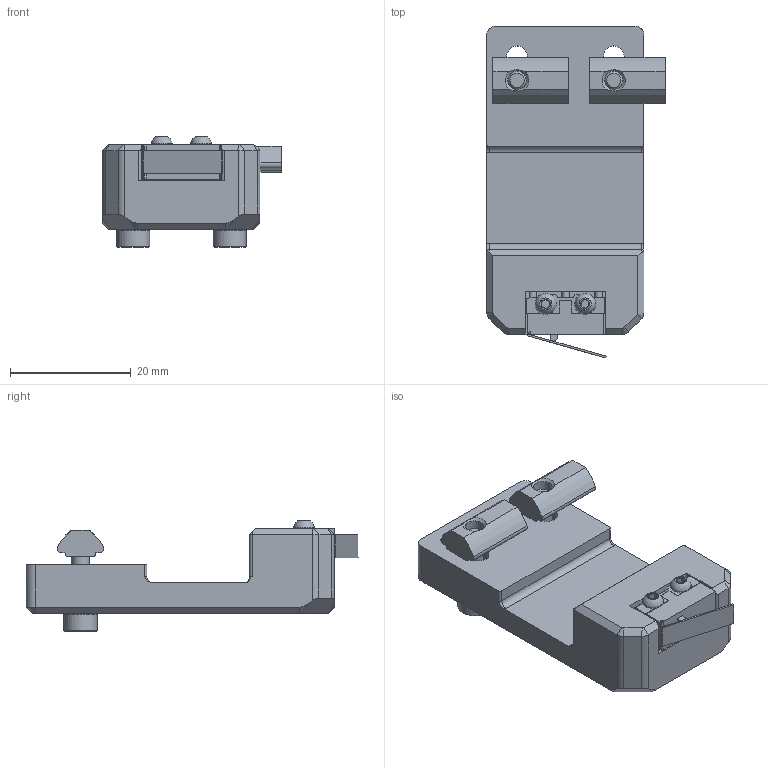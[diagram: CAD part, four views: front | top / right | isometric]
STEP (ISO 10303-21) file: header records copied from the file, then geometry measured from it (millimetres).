
FILE_DESCRIPTION(/* description */ ('','CAx-IF Rec.Pracs.---Representation and Presentation of Product Manufacturing Information (PMI)---4.0---2014-10-13'),/* implementation_level */ '2;1');
FILE_NAME(/* name */ '_2_V2_Y_endstop_NP.step',/* time_stamp */ '2025-01-28T17:11:16+01:00',/* author */ (''),/* organization */ (''),/* preprocessor_version */ 'ST-DEVELOPER v20',/* originating_system */ 'Autodesk Translation Framework v13.20.0.188',/* authorisation */ '');
FILE_SCHEMA (('AP242_MANAGED_MODEL_BASED_3D_ENGINEERING_MIM_LF { 1 0 10303 442 1 1 4 }'));
Length unit declared in the file: millimetre
Products named in the file (7): _2_V2_Y_endstop_NP; _Y_endstop_hardware; KW10 microswitch; M2x10 self-tapping screw; M3 2020 drop-in T-nut; M3x12 SHCS; Y_endstop_housing
Assembly tree (9 placements, depth 3):
  _2_V2_Y_endstop_NP
    _Y_endstop_hardware
      KW10 microswitch
      M2x10 self-tapping screw  x2
      M3 2020 drop-in T-nut  x2
      M3x12 SHCS  x2
    Y_endstop_housing
Bounding box: 29.5 x 54.93 x 18.3 mm (x, y, z)
Volume: 10268.3 mm3; surface area: 6920.4 mm2
Topology: 9 solids, 9 shells, 281 faces, 691 edges, 440 vertices
Faces by surface type: plane 161, cylinder 66, cone 42, torus 8, sphere 2, bspline 2
Full cylindrical faces by diameter (mm): 0.4 x3, 1.2 x3, 1.7 x2, 2 x3, 3 x2, 3.086 x2, 3.5 x2, 5.5 x2
Entity records: 7067 total; most frequent: CARTESIAN_POINT 1385, DIRECTION 1145, ORIENTED_EDGE 1126, EDGE_CURVE 563, AXIS2_PLACEMENT_3D 387, LINE 371, VECTOR 371, VERTEX_POINT 361
